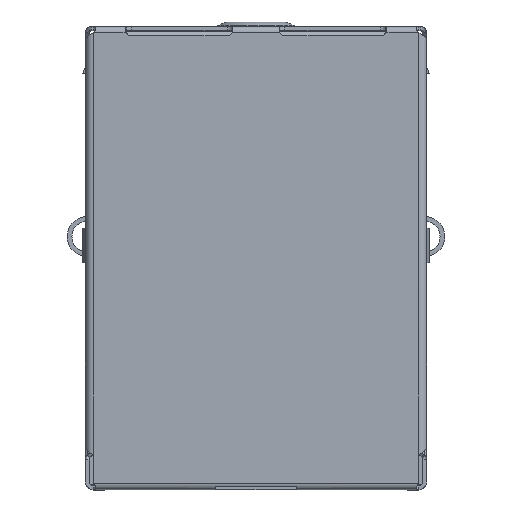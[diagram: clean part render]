
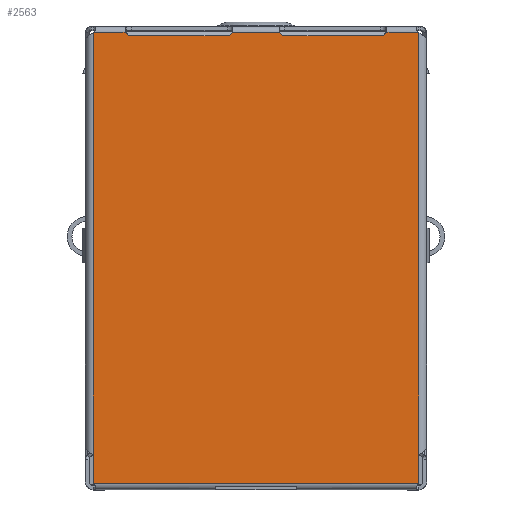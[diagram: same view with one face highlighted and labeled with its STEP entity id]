
A CAD part, top view. The second image highlights one B-rep face of the part: STEP entity #2563.
In plain terms, the highlighted planar face has unit normal (0, 0, 1).
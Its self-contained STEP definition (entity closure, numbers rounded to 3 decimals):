
#827=PLANE('',#39271);
#2563=ADVANCED_FACE('',(#4854),#827,.T.);
#4854=FACE_OUTER_BOUND('',#6722,.T.);
#6722=EDGE_LOOP('',(#20500,#20501,#20502,#20503,#20504,#20505,#20506,#20507,
#20508,#20509,#20510,#20511,#20512,#20513));
#8347=LINE('',#52066,#12820);
#9893=LINE('',#57003,#14366);
#9915=LINE('',#57051,#14388);
#9916=LINE('',#57054,#14389);
#9917=LINE('',#57058,#14390);
#9918=LINE('',#57062,#14391);
#9919=LINE('',#57066,#14392);
#9920=LINE('',#57070,#14393);
#9921=LINE('',#57071,#14394);
#9922=LINE('',#57072,#14395);
#12820=VECTOR('',#41704,1.);
#14366=VECTOR('',#44468,1.);
#14388=VECTOR('',#44522,1.);
#14389=VECTOR('',#44523,1.);
#14390=VECTOR('',#44526,1.);
#14391=VECTOR('',#44529,1.);
#14392=VECTOR('',#44532,1.);
#14393=VECTOR('',#44535,1.);
#14394=VECTOR('',#44536,1.);
#14395=VECTOR('',#44537,1.);
#20500=ORIENTED_EDGE('',*,*,#34124,.T.);
#20501=ORIENTED_EDGE('',*,*,#34125,.T.);
#20502=ORIENTED_EDGE('',*,*,#34126,.F.);
#20503=ORIENTED_EDGE('',*,*,#34127,.T.);
#20504=ORIENTED_EDGE('',*,*,#34128,.F.);
#20505=ORIENTED_EDGE('',*,*,#34129,.T.);
#20506=ORIENTED_EDGE('',*,*,#34130,.F.);
#20507=ORIENTED_EDGE('',*,*,#34131,.T.);
#20508=ORIENTED_EDGE('',*,*,#34132,.F.);
#20509=ORIENTED_EDGE('',*,*,#34133,.T.);
#20510=ORIENTED_EDGE('',*,*,#34100,.F.);
#20511=ORIENTED_EDGE('',*,*,#34134,.F.);
#20512=ORIENTED_EDGE('',*,*,#32251,.F.);
#20513=ORIENTED_EDGE('',*,*,#34135,.T.);
#28543=VERTEX_POINT('',#52065);
#28544=VERTEX_POINT('',#52067);
#29936=VERTEX_POINT('',#56865);
#29939=VERTEX_POINT('',#56953);
#29950=VERTEX_POINT('',#57052);
#29951=VERTEX_POINT('',#57053);
#29952=VERTEX_POINT('',#57055);
#29953=VERTEX_POINT('',#57057);
#29954=VERTEX_POINT('',#57059);
#29955=VERTEX_POINT('',#57061);
#29956=VERTEX_POINT('',#57063);
#29957=VERTEX_POINT('',#57065);
#29958=VERTEX_POINT('',#57067);
#29959=VERTEX_POINT('',#57069);
#32251=EDGE_CURVE('',#28543,#28544,#8347,.T.);
#34100=EDGE_CURVE('',#29939,#29936,#9893,.T.);
#34124=EDGE_CURVE('',#29950,#29951,#9915,.T.);
#34125=EDGE_CURVE('',#29951,#29952,#9916,.T.);
#34126=EDGE_CURVE('',#29953,#29952,#37895,.T.);
#34127=EDGE_CURVE('',#29953,#29954,#9917,.T.);
#34128=EDGE_CURVE('',#29955,#29954,#37896,.T.);
#34129=EDGE_CURVE('',#29955,#29956,#9918,.T.);
#34130=EDGE_CURVE('',#29957,#29956,#37897,.T.);
#34131=EDGE_CURVE('',#29957,#29958,#9919,.T.);
#34132=EDGE_CURVE('',#29959,#29958,#37898,.T.);
#34133=EDGE_CURVE('',#29959,#29936,#9920,.T.);
#34134=EDGE_CURVE('',#28544,#29939,#9921,.T.);
#34135=EDGE_CURVE('',#28543,#29950,#9922,.T.);
#37895=CIRCLE('',#39267,0.3);
#37896=CIRCLE('',#39268,0.3);
#37897=CIRCLE('',#39269,0.3);
#37898=CIRCLE('',#39270,0.3);
#39267=AXIS2_PLACEMENT_3D('',#57056,#44524,#44525);
#39268=AXIS2_PLACEMENT_3D('',#57060,#44527,#44528);
#39269=AXIS2_PLACEMENT_3D('',#57064,#44530,#44531);
#39270=AXIS2_PLACEMENT_3D('',#57068,#44533,#44534);
#39271=AXIS2_PLACEMENT_3D('',#57073,#44538,#44539);
#41704=DIRECTION('',(-1.,0.,0.));
#44468=DIRECTION('',(0.,1.,0.));
#44522=DIRECTION('',(0.,1.,0.));
#44523=DIRECTION('',(-1.,0.,0.));
#44524=DIRECTION('',(0.,0.,1.));
#44525=DIRECTION('',(0.,-1.,0.));
#44526=DIRECTION('',(-1.,0.,0.));
#44527=DIRECTION('',(0.,0.,1.));
#44528=DIRECTION('',(-0.904,-0.428,0.));
#44529=DIRECTION('',(-1.,0.,0.));
#44530=DIRECTION('',(0.,0.,1.));
#44531=DIRECTION('',(0.,-1.,0.));
#44532=DIRECTION('',(-1.,0.,0.));
#44533=DIRECTION('',(0.,0.,1.));
#44534=DIRECTION('',(-0.904,-0.428,0.));
#44535=DIRECTION('',(-1.,0.,0.));
#44536=DIRECTION('',(0.,1.,0.));
#44537=DIRECTION('',(0.,1.,0.));
#44538=DIRECTION('',(0.,0.,1.));
#44539=DIRECTION('',(1.,0.,0.));
#52065=CARTESIAN_POINT('',(8.49,-11.765,11.3));
#52066=CARTESIAN_POINT('',(8.49,-11.765,11.3));
#52067=CARTESIAN_POINT('',(-8.49,-11.765,11.3));
#56865=CARTESIAN_POINT('',(-8.49,11.765,11.3));
#56953=CARTESIAN_POINT('',(-8.49,-10.265,11.3));
#57003=CARTESIAN_POINT('',(-8.49,-10.265,11.3));
#57051=CARTESIAN_POINT('',(8.49,-10.265,11.3));
#57052=CARTESIAN_POINT('',(8.49,-10.265,11.3));
#57053=CARTESIAN_POINT('',(8.49,11.765,11.3));
#57054=CARTESIAN_POINT('',(8.49,11.765,11.3));
#57055=CARTESIAN_POINT('',(6.771,11.765,11.3));
#57056=CARTESIAN_POINT('',(6.5,11.894,11.3));
#57057=CARTESIAN_POINT('',(6.5,11.594,11.3));
#57058=CARTESIAN_POINT('',(6.5,11.594,11.3));
#57059=CARTESIAN_POINT('',(1.5,11.594,11.3));
#57060=CARTESIAN_POINT('',(1.5,11.894,11.3));
#57061=CARTESIAN_POINT('',(1.229,11.765,11.3));
#57062=CARTESIAN_POINT('',(1.229,11.765,11.3));
#57063=CARTESIAN_POINT('',(-1.229,11.765,11.3));
#57064=CARTESIAN_POINT('',(-1.5,11.894,11.3));
#57065=CARTESIAN_POINT('',(-1.5,11.594,11.3));
#57066=CARTESIAN_POINT('',(-1.5,11.594,11.3));
#57067=CARTESIAN_POINT('',(-6.5,11.594,11.3));
#57068=CARTESIAN_POINT('',(-6.5,11.894,11.3));
#57069=CARTESIAN_POINT('',(-6.771,11.765,11.3));
#57070=CARTESIAN_POINT('',(-6.771,11.765,11.3));
#57071=CARTESIAN_POINT('',(-8.49,-11.765,11.3));
#57072=CARTESIAN_POINT('',(8.49,-11.765,11.3));
#57073=CARTESIAN_POINT('',(0.,0.,11.3));
